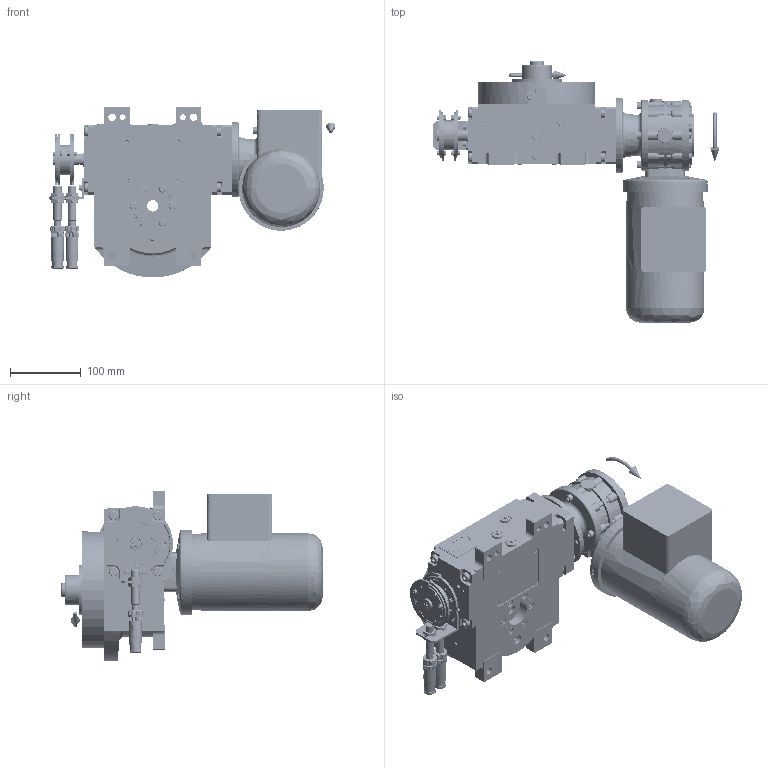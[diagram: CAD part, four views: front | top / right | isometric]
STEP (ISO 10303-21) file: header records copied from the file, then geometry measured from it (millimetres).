
FILE_DESCRIPTION (( 'STEP AP203' ), '1' );
FILE_NAME ('PC5200456.step', '2024-06-28T09:38:28', ( '' ), ( '' ), 'SwSTEP 2.0', 'SolidWorks 2020', '' );
FILE_SCHEMA (( 'CONFIG_CONTROL_DESIGN' ));
Length unit declared in the file: millimetre
Products named in the file (88): cfn2155_01_038; rig04_004_s_001; freccia_angolare; cfn2128_04_011; cfn2400_04_024; cfn2000_01_185; cfn2000_01_151; cfn2003_01_063; cfn2010_02_002; cfn2000_01_147; rig04_004_s_002; cfn2115_02_068; RMI40_F1_DX_56B5; freccia_angolare_albero; rig04_002_bl_011; cfn2000_01_161; cfn2223_01-390x6-b; cfn2155_01_055; rig04_015; cfn2104_02_017; cfn2115_02_194; AS_rig04_071_10_m; cfn2000_01_129; cfn2151_01_087; MA56B5; AS_900_38_10_028; cfn2276_01_065; AS_cfn2476_01_001_48x38; cfn2151_01_162; cfn2115_02_213; AS_rig04_004; rig04_004; cfn2155_01_186; AS_rig04_014; AS_900_38_30_003; AS_rig04_015; cfn2010_01_006; cfn2128_05_006; 900_38_10_028; AS_rig04_004_s_002 ...
Assembly tree (91 placements, depth 3):
  cfn2223_01-390x6-b
  cfn2151_01_087
  cfn2276_01_065
  cfn2151_01_162
  cfn2115_02_213
Bounding box: 404.5 x 368.5 x 240.88 mm (x, y, z)
Volume: 4493942.7 mm3; surface area: 789662.9 mm2
Topology: 93 solids, 93 shells, 6020 faces, 15186 edges, 9632 vertices
Faces by surface type: plane 2773, cylinder 2004, cone 1011, torus 146, bspline 80, sphere 6
Entity records: 165134 total; most frequent: CARTESIAN_POINT 42838, DIRECTION 23628, ORIENTED_EDGE 23486, EDGE_CURVE 11743, AXIS2_PLACEMENT_3D 8684, VERTEX_POINT 7526, LINE 6260, VECTOR 6260
